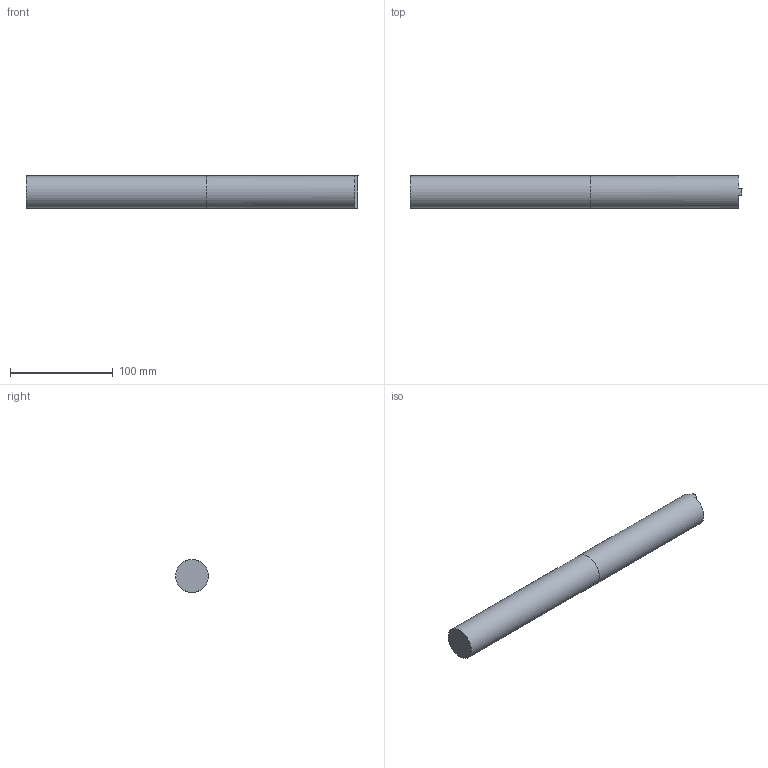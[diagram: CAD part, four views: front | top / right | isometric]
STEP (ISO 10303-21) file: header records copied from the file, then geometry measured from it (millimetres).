
FILE_DESCRIPTION((''),'1');
FILE_NAME('ST32-SDB40DP-320.stp','2017-11-07T04:32:26',(''),(''),'Spatial Interop R21 SP3','Kubotek KeyCreator 2011 V10.0.2 (22737)',' ');
FILE_SCHEMA(('automotive_design'));
Length unit declared in the file: millimetre
Products named in the file (2): STEPLayer 1[1]
Bounding box: 323 x 32 x 32 mm (x, y, z)
Volume: 257938.3 mm3; surface area: 38926.7 mm2
Topology: 2 solids, 2 shells, 16 faces, 32 edges, 22 vertices
Faces by surface type: plane 10, cylinder 5, cone 1
Full cylindrical faces by diameter (mm): 21.4 x1, 22 x2, 32 x2
Entity records: 738 total; most frequent: CARTESIAN_POINT 104, DIRECTION 66, PRESENTATION_STYLE_ASSIGNMENT 57, COLOUR_RGB 57, ORIENTED_EDGE 42, STYLED_ITEM 39, CURVE_STYLE 39, DRAUGHTING_PRE_DEFINED_CURVE_FONT 39
